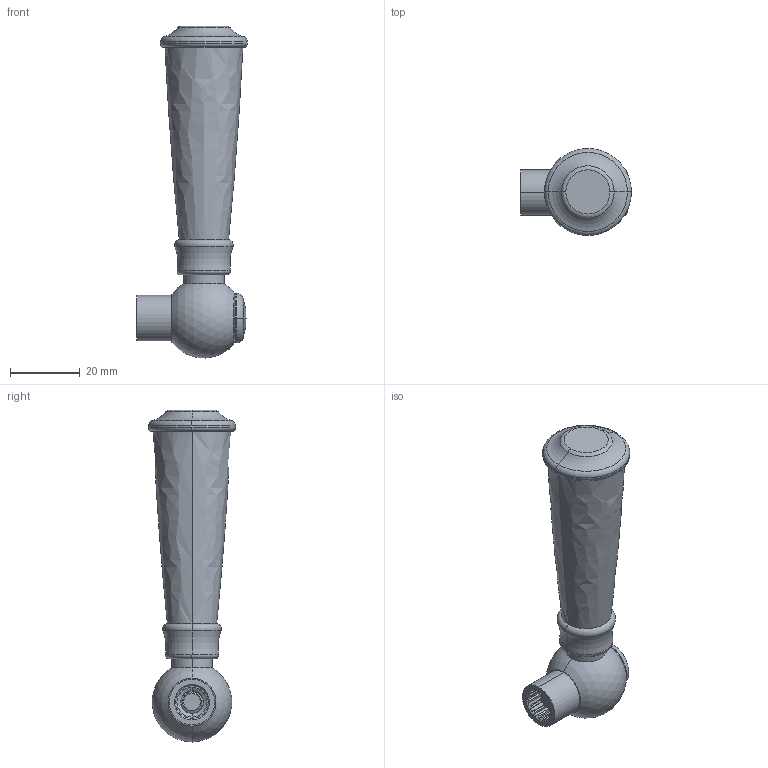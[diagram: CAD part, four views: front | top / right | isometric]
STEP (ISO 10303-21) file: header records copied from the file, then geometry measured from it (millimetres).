
FILE_DESCRIPTION((''),'2;1');
FILE_NAME('2-645_ASM','2020-01-08T09:23:49',('rsmith'),(''),'CREO PARAMETRIC BY PTC INC, 2018400','CREO PARAMETRIC BY PTC INC, 2018400','');
FILE_SCHEMA(('CONFIG_CONTROL_DESIGN'));
Length unit declared in the file: inch
Products named in the file (6): 11646; 92141; 11588; 91158; 11587; 2-645_ASM
Assembly tree (5 placements, depth 2):
  2-645_ASM
    11646
    92141
    11588
    91158
    11587
Bounding box: 31.8 x 24.97 x 95.27 mm (x, y, z)
Volume: 26286.3 mm3; surface area: 16459.9 mm2
Topology: 5 solids, 9 shells, 281 faces, 696 edges, 438 vertices
Faces by surface type: cylinder 101, plane 67, torus 46, bspline 31, cone 28, sphere 8
Entity records: 14507 total; most frequent: CARTESIAN_POINT 7855, ORIENTED_EDGE 1366, DIRECTION 1358, EDGE_CURVE 690, AXIS2_PLACEMENT_3D 585, VERTEX_POINT 438, CIRCLE 316, EDGE_LOOP 307
